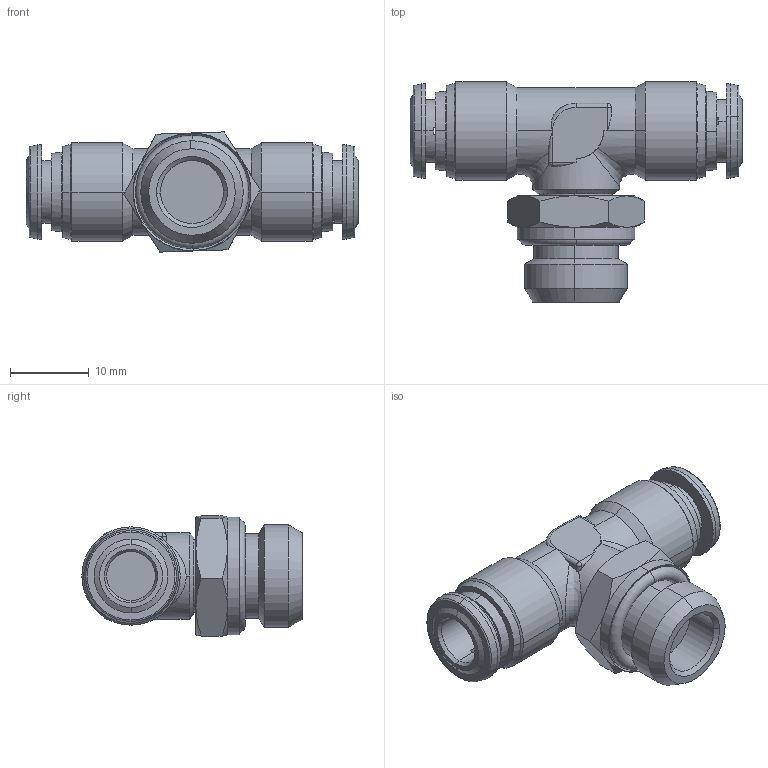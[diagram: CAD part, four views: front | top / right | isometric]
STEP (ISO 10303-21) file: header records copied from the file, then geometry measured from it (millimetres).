
FILE_DESCRIPTION (( 'STEP AP214' ), '1' );
FILE_NAME ('6021500004.step', '2012-10-16T16:34:42', ( '' ), ( '' ), 'SwSTEP 2.0', 'SolidWorks 2012', '' );
FILE_SCHEMA (( 'AUTOMOTIVE_DESIGN' ));
Length unit declared in the file: millimetre
Products named in the file (1): 6021500004
Bounding box: 42.2 x 28 x 15.28 mm (x, y, z)
Volume: 6097.2 mm3; surface area: 3551.9 mm2
Topology: 1 solids, 1 shells, 189 faces, 447 edges, 267 vertices
Faces by surface type: cone 58, cylinder 53, plane 46, torus 20, bspline 12
Entity records: 8599 total; most frequent: CARTESIAN_POINT 2168, DIRECTION 942, ORIENTED_EDGE 886, EDGE_CURVE 443, AXIS2_PLACEMENT_3D 394, VERTEX_POINT 267, CIRCLE 216, EDGE_LOOP 208
